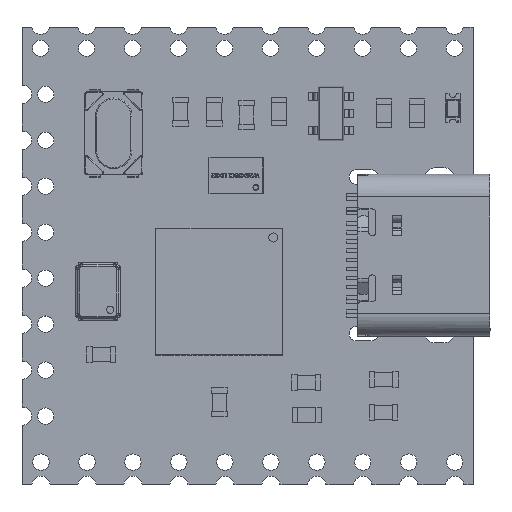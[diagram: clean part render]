
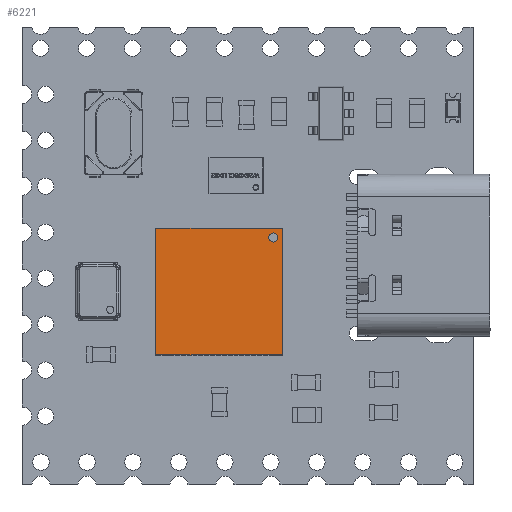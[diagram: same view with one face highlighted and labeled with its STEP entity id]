
A CAD part, top view. The second image highlights one B-rep face of the part: STEP entity #6221.
In plain terms, the highlighted planar face has unit normal (0, 0, 1).
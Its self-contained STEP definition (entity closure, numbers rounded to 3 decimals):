
#6186 = VERTEX_POINT('',#6187);
#6187 = CARTESIAN_POINT('',(-2.745,2.995,0.8));
#6193 = EDGE_CURVE('',#6186,#6194,#6196,.T.);
#6194 = VERTEX_POINT('',#6195);
#6195 = CARTESIAN_POINT('',(-3.245,2.995,0.8));
#6196 = CIRCLE('',#6197,0.25);
#6197 = AXIS2_PLACEMENT_3D('',#6198,#6199,#6200);
#6198 = CARTESIAN_POINT('',(-2.995,2.995,0.8));
#6199 = DIRECTION('',(0.,0.,-1.));
#6200 = DIRECTION('',(1.,0.,0.));
#6221 = ADVANCED_FACE('',(#6222,#6256),#6266,.T.);
#6222 = FACE_BOUND('',#6223,.T.);
#6223 = EDGE_LOOP('',(#6224,#6234,#6242,#6250));
#6224 = ORIENTED_EDGE('',*,*,#6225,.T.);
#6225 = EDGE_CURVE('',#6226,#6228,#6230,.T.);
#6226 = VERTEX_POINT('',#6227);
#6227 = CARTESIAN_POINT('',(-3.495,3.495,0.8));
#6228 = VERTEX_POINT('',#6229);
#6229 = CARTESIAN_POINT('',(-3.495,-3.495,0.8));
#6230 = LINE('',#6231,#6232);
#6231 = CARTESIAN_POINT('',(-3.495,0.,0.8));
#6232 = VECTOR('',#6233,1.);
#6233 = DIRECTION('',(0.,-1.,-0.));
#6234 = ORIENTED_EDGE('',*,*,#6235,.T.);
#6235 = EDGE_CURVE('',#6228,#6236,#6238,.T.);
#6236 = VERTEX_POINT('',#6237);
#6237 = CARTESIAN_POINT('',(3.495,-3.495,0.8));
#6238 = LINE('',#6239,#6240);
#6239 = CARTESIAN_POINT('',(0.,-3.495,0.8));
#6240 = VECTOR('',#6241,1.);
#6241 = DIRECTION('',(1.,0.,-0.));
#6242 = ORIENTED_EDGE('',*,*,#6243,.T.);
#6243 = EDGE_CURVE('',#6236,#6244,#6246,.T.);
#6244 = VERTEX_POINT('',#6245);
#6245 = CARTESIAN_POINT('',(3.495,3.495,0.8));
#6246 = LINE('',#6247,#6248);
#6247 = CARTESIAN_POINT('',(3.495,0.,0.8));
#6248 = VECTOR('',#6249,1.);
#6249 = DIRECTION('',(-0.,1.,0.));
#6250 = ORIENTED_EDGE('',*,*,#6251,.T.);
#6251 = EDGE_CURVE('',#6244,#6226,#6252,.T.);
#6252 = LINE('',#6253,#6254);
#6253 = CARTESIAN_POINT('',(0.,3.495,0.8));
#6254 = VECTOR('',#6255,1.);
#6255 = DIRECTION('',(-1.,-0.,0.));
#6256 = FACE_BOUND('',#6257,.T.);
#6257 = EDGE_LOOP('',(#6258,#6259));
#6258 = ORIENTED_EDGE('',*,*,#6193,.T.);
#6259 = ORIENTED_EDGE('',*,*,#6260,.T.);
#6260 = EDGE_CURVE('',#6194,#6186,#6261,.T.);
#6261 = CIRCLE('',#6262,0.25);
#6262 = AXIS2_PLACEMENT_3D('',#6263,#6264,#6265);
#6263 = CARTESIAN_POINT('',(-2.995,2.995,0.8));
#6264 = DIRECTION('',(0.,0.,-1.));
#6265 = DIRECTION('',(1.,0.,0.));
#6266 = PLANE('',#6267);
#6267 = AXIS2_PLACEMENT_3D('',#6268,#6269,#6270);
#6268 = CARTESIAN_POINT('',(0.,0.,0.8));
#6269 = DIRECTION('',(0.,0.,1.));
#6270 = DIRECTION('',(1.,0.,-0.));
